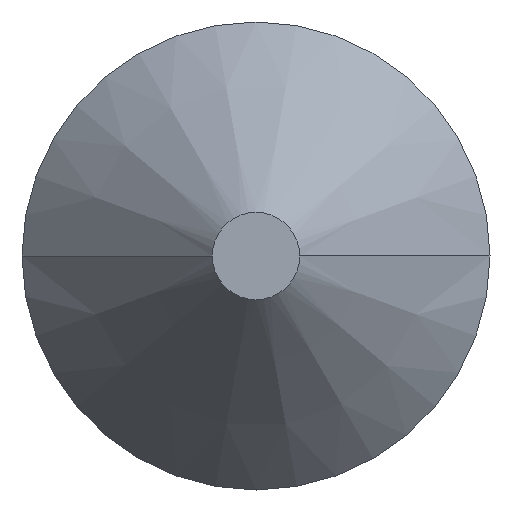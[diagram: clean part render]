
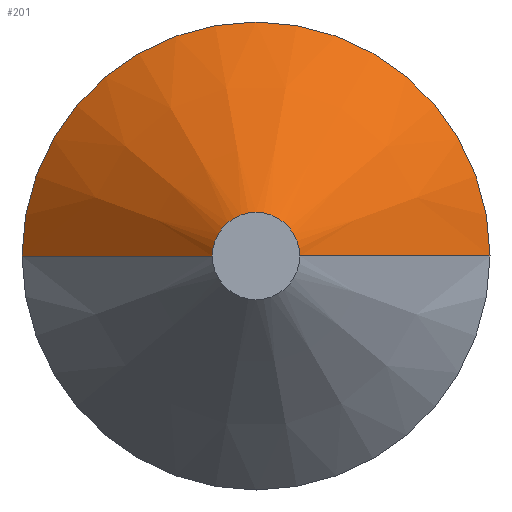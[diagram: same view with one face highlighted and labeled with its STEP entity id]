
A CAD part, front view. The second image highlights one B-rep face of the part: STEP entity #201.
In plain terms, the highlighted conical face has half-angle 41 degrees and reference radius 0.889 mm.
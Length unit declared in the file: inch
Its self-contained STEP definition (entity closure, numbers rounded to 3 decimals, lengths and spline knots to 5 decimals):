
#13 = DIRECTION ( 'NONE',  ( -1., 0., 0. ) ) ;
#17 = VECTOR ( 'NONE', #119, 39.37008 ) ;
#21 = ORIENTED_EDGE ( 'NONE', *, *, #290, .T. ) ;
#33 = CARTESIAN_POINT ( 'NONE',  ( 0., 0., 0. ) ) ;
#69 = EDGE_LOOP ( 'NONE', ( #148, #76, #21, #199 ) ) ;
#72 = VERTEX_POINT ( 'NONE', #118 ) ;
#74 = AXIS2_PLACEMENT_3D ( 'NONE', #33, #86, #13 ) ;
#76 = ORIENTED_EDGE ( 'NONE', *, *, #84, .T. ) ;
#84 = EDGE_CURVE ( 'NONE', #72, #108, #216, .T. ) ;
#86 = DIRECTION ( 'NONE',  ( 0., 1., 0. ) ) ;
#90 = CARTESIAN_POINT ( 'NONE',  ( -0.1875, 0.17543, 0. ) ) ;
#100 = CARTESIAN_POINT ( 'NONE',  ( 0.1875, 0.17543, 0. ) ) ;
#108 = VERTEX_POINT ( 'NONE', #100 ) ;
#109 = AXIS2_PLACEMENT_3D ( 'NONE', #214, #256, #235 ) ;
#110 = DIRECTION ( 'NONE',  ( 0.656, 0.755, 0. ) ) ;
#112 = CARTESIAN_POINT ( 'NONE',  ( 0., 0.17543, 0. ) ) ;
#118 = CARTESIAN_POINT ( 'NONE',  ( 0.035, 0., 0. ) ) ;
#119 = DIRECTION ( 'NONE',  ( -0.656, 0.755, 0. ) ) ;
#135 = CIRCLE ( 'NONE', #276, 0.1875 ) ;
#136 = CARTESIAN_POINT ( 'NONE',  ( 0.035, 0., 0. ) ) ;
#147 = EDGE_CURVE ( 'NONE', #72, #230, #209, .T. ) ;
#148 = ORIENTED_EDGE ( 'NONE', *, *, #147, .F. ) ;
#167 = VECTOR ( 'NONE', #110, 39.37008 ) ;
#175 = VERTEX_POINT ( 'NONE', #90 ) ;
#187 = CARTESIAN_POINT ( 'NONE',  ( -0.035, 0., 0. ) ) ;
#189 = DIRECTION ( 'NONE',  ( 1., 0., 0. ) ) ;
#193 = CARTESIAN_POINT ( 'NONE',  ( -0.035, 0., 0. ) ) ;
#194 = LINE ( 'NONE', #187, #17 ) ;
#199 = ORIENTED_EDGE ( 'NONE', *, *, #232, .F. ) ;
#201 = ADVANCED_FACE ( 'NONE', ( #284 ), #213, .T. ) ;
#209 = CIRCLE ( 'NONE', #109, 0.035 ) ;
#211 = DIRECTION ( 'NONE',  ( 0., -1., 0. ) ) ;
#213 = CONICAL_SURFACE ( 'NONE', #74, 0.035, 0.716 ) ;
#214 = CARTESIAN_POINT ( 'NONE',  ( 0., 0., 0. ) ) ;
#216 = LINE ( 'NONE', #136, #167 ) ;
#230 = VERTEX_POINT ( 'NONE', #193 ) ;
#232 = EDGE_CURVE ( 'NONE', #230, #175, #194, .T. ) ;
#235 = DIRECTION ( 'NONE',  ( 1., 0., 0. ) ) ;
#256 = DIRECTION ( 'NONE',  ( 0., -1., 0. ) ) ;
#276 = AXIS2_PLACEMENT_3D ( 'NONE', #112, #211, #189 ) ;
#284 = FACE_OUTER_BOUND ( 'NONE', #69, .T. ) ;
#290 = EDGE_CURVE ( 'NONE', #108, #175, #135, .T. ) ;
